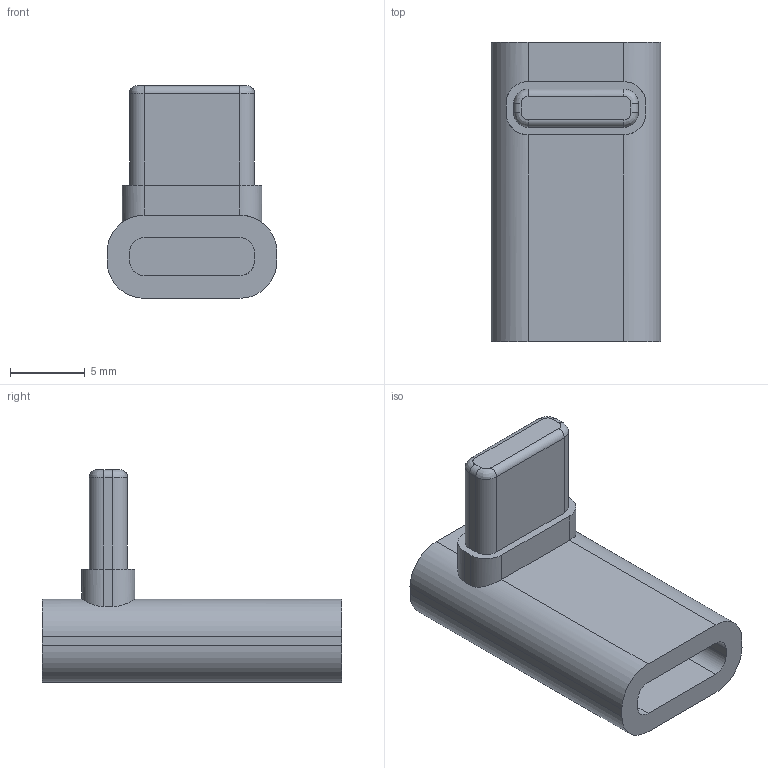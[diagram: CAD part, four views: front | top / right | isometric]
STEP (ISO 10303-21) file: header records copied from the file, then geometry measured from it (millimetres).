
FILE_DESCRIPTION(/* description */ (''),/* implementation_level */ '2;1');
FILE_NAME(/* name */ 'EH-03 90deg_adapter_usb',/* time_stamp */ '2025-01-14T18:49:59-08:00',/* author */ (''),/* organization */ (''),/* preprocessor_version */ 'ST-DEVELOPER v16.5',/* originating_system */ 'Rhino 7.37',/* authorisation */ '');
FILE_SCHEMA (('CONFIG_CONTROL_DESIGN'));
Length unit declared in the file: millimetre
Products named in the file (1): Document
Bounding box: 11.34 x 20 x 14.18 mm (x, y, z)
Volume: 1214.2 mm3; surface area: 1016.8 mm2
Topology: 1 solids, 1 shells, 46 faces, 114 edges, 72 vertices
Faces by surface type: plane 22, cylinder 20, bspline 4
Entity records: 1292 total; most frequent: CARTESIAN_POINT 463, ORIENTED_EDGE 228, EDGE_CURVE 114, VERTEX_POINT 72, B_SPLINE_CURVE_WITH_KNOTS 58, EDGE_LOOP 48, ADVANCED_FACE 46, FACE_OUTER_BOUND 46
